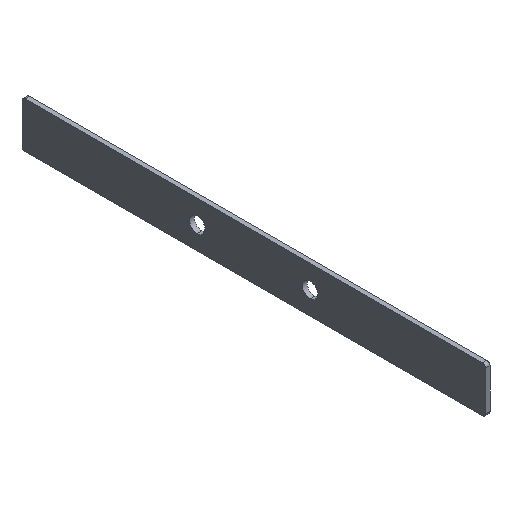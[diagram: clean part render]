
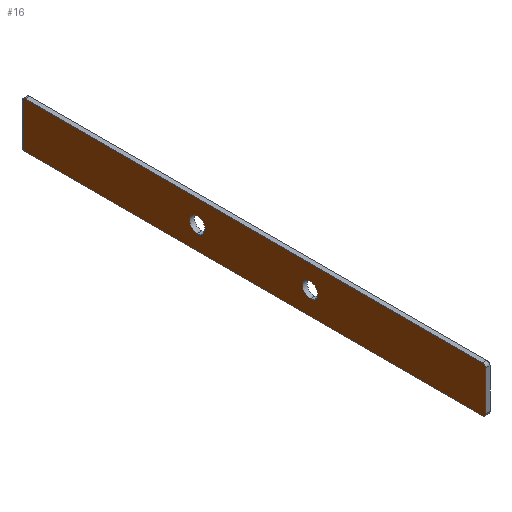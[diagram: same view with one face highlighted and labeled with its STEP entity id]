
A CAD part, isometric view. The second image highlights one B-rep face of the part: STEP entity #16.
In plain terms, the highlighted planar face has unit normal (-1, 0, 0).
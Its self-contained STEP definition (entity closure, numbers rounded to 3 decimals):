
#2 = ORIENTED_EDGE ( 'NONE', *, *, #234, .T. ) ;
#7 = ORIENTED_EDGE ( 'NONE', *, *, #231, .T. ) ;
#15 = CARTESIAN_POINT ( 'NONE',  ( 24.5, -41.5, -2.5 ) ) ;
#16 = ADVANCED_FACE ( 'NONE', ( #398, #394, #392 ), #109, .T. ) ;
#18 = EDGE_CURVE ( 'NONE', #23, #73, #374, .T. ) ;
#23 = VERTEX_POINT ( 'NONE', #385 ) ;
#27 = CARTESIAN_POINT ( 'NONE',  ( 24.5, -4.5, 2.5 ) ) ;
#34 = ORIENTED_EDGE ( 'NONE', *, *, #257, .T. ) ;
#50 = CARTESIAN_POINT ( 'NONE',  ( 24.5, -4.5, -2.5 ) ) ;
#53 = DIRECTION ( 'NONE',  ( 1., 0., 0. ) ) ;
#54 = CARTESIAN_POINT ( 'NONE',  ( 24.5, -41.5, 2.5 ) ) ;
#60 = LINE ( 'NONE', #366, #142 ) ;
#63 = EDGE_LOOP ( 'NONE', ( #240, #427 ) ) ;
#67 = DIRECTION ( 'NONE',  ( 1., 0., 0. ) ) ;
#69 = CARTESIAN_POINT ( 'NONE',  ( 24.5, -98., 6.5 ) ) ;
#73 = VERTEX_POINT ( 'NONE', #321 ) ;
#75 = CIRCLE ( 'NONE', #329, 1. ) ;
#78 = CARTESIAN_POINT ( 'NONE',  ( 24.5, 0., 7.5 ) ) ;
#79 = CARTESIAN_POINT ( 'NONE',  ( 24.5, -98., -6.5 ) ) ;
#81 = VERTEX_POINT ( 'NONE', #116 ) ;
#85 = VERTEX_POINT ( 'NONE', #189 ) ;
#86 = VERTEX_POINT ( 'NONE', #27 ) ;
#94 = DIRECTION ( 'NONE',  ( 0., -1., 0. ) ) ;
#98 = ORIENTED_EDGE ( 'NONE', *, *, #318, .T. ) ;
#99 = EDGE_LOOP ( 'NONE', ( #347, #202 ) ) ;
#100 = CARTESIAN_POINT ( 'NONE',  ( 24.5, 53., 7.5 ) ) ;
#102 = DIRECTION ( 'NONE',  ( -1., 0., 0. ) ) ;
#103 = DIRECTION ( 'NONE',  ( 0., -1., 0. ) ) ;
#104 = DIRECTION ( 'NONE',  ( 0., -1., 0. ) ) ;
#107 = CARTESIAN_POINT ( 'NONE',  ( 24.5, -4.5, 0. ) ) ;
#109 = PLANE ( 'NONE',  #426 ) ;
#116 = CARTESIAN_POINT ( 'NONE',  ( 24.5, -98., -7.5 ) ) ;
#126 = DIRECTION ( 'NONE',  ( 0., 1., 0. ) ) ;
#127 = DIRECTION ( 'NONE',  ( 1., 0., 0. ) ) ;
#136 = CARTESIAN_POINT ( 'NONE',  ( 24.5, -98., 7.5 ) ) ;
#142 = VECTOR ( 'NONE', #303, 1000. ) ;
#152 = VERTEX_POINT ( 'NONE', #422 ) ;
#158 = DIRECTION ( 'NONE',  ( 0., -1., 0. ) ) ;
#159 = DIRECTION ( 'NONE',  ( 1., 0., 0. ) ) ;
#175 = CARTESIAN_POINT ( 'NONE',  ( 24.5, -99., 6.5 ) ) ;
#181 = ORIENTED_EDGE ( 'NONE', *, *, #242, .F. ) ;
#182 = ORIENTED_EDGE ( 'NONE', *, *, #239, .T. ) ;
#189 = CARTESIAN_POINT ( 'NONE',  ( 24.5, 53., 6.5 ) ) ;
#190 = EDGE_CURVE ( 'NONE', #86, #297, #481, .T. ) ;
#196 = DIRECTION ( 'NONE',  ( 0., -1., 0. ) ) ;
#200 = CARTESIAN_POINT ( 'NONE',  ( 24.5, -99., 7.5 ) ) ;
#202 = ORIENTED_EDGE ( 'NONE', *, *, #190, .T. ) ;
#212 = CARTESIAN_POINT ( 'NONE',  ( 24.5, -41.5, 0. ) ) ;
#218 = CARTESIAN_POINT ( 'NONE',  ( 24.5, -99., -6.5 ) ) ;
#231 = EDGE_CURVE ( 'NONE', #85, #23, #363, .T. ) ;
#234 = EDGE_CURVE ( 'NONE', #152, #85, #370, .T. ) ;
#239 = EDGE_CURVE ( 'NONE', #352, #417, #75, .T. ) ;
#240 = ORIENTED_EDGE ( 'NONE', *, *, #268, .T. ) ;
#241 = CARTESIAN_POINT ( 'NONE',  ( 24.5, -4.5, 0. ) ) ;
#242 = EDGE_CURVE ( 'NONE', #81, #73, #414, .T. ) ;
#243 = CARTESIAN_POINT ( 'NONE',  ( 24.5, -49., -7.5 ) ) ;
#246 = DIRECTION ( 'NONE',  ( 0., 0., -1. ) ) ;
#247 = ORIENTED_EDGE ( 'NONE', *, *, #253, .F. ) ;
#249 = CARTESIAN_POINT ( 'NONE',  ( 24.5, 52., -6.5 ) ) ;
#253 = EDGE_CURVE ( 'NONE', #352, #411, #291, .T. ) ;
#257 = EDGE_CURVE ( 'NONE', #81, #411, #464, .T. ) ;
#259 = EDGE_LOOP ( 'NONE', ( #181, #34, #247, #182, #98, #2, #7, #371 ) ) ;
#263 = EDGE_CURVE ( 'NONE', #379, #401, #478, .T. ) ;
#266 = DIRECTION ( 'NONE',  ( 0., 0., -1. ) ) ;
#268 = EDGE_CURVE ( 'NONE', #401, #379, #499, .T. ) ;
#290 = DIRECTION ( 'NONE',  ( 0., 0., -1. ) ) ;
#291 = LINE ( 'NONE', #200, #330 ) ;
#292 = DIRECTION ( 'NONE',  ( -1., 0., 0. ) ) ;
#295 = EDGE_CURVE ( 'NONE', #297, #86, #391, .T. ) ;
#296 = AXIS2_PLACEMENT_3D ( 'NONE', #107, #127, #421 ) ;
#297 = VERTEX_POINT ( 'NONE', #50 ) ;
#298 = AXIS2_PLACEMENT_3D ( 'NONE', #212, #53, #266 ) ;
#303 = DIRECTION ( 'NONE',  ( 0., 1., 0. ) ) ;
#311 = CARTESIAN_POINT ( 'NONE',  ( 24.5, 52., 6.5 ) ) ;
#312 = DIRECTION ( 'NONE',  ( -1., 0., 0. ) ) ;
#316 = DIRECTION ( 'NONE',  ( -1., 0., 0. ) ) ;
#318 = EDGE_CURVE ( 'NONE', #417, #152, #60, .T. ) ;
#320 = AXIS2_PLACEMENT_3D ( 'NONE', #79, #316, #104 ) ;
#321 = CARTESIAN_POINT ( 'NONE',  ( 24.5, 52., -7.5 ) ) ;
#326 = AXIS2_PLACEMENT_3D ( 'NONE', #435, #159, #494 ) ;
#329 = AXIS2_PLACEMENT_3D ( 'NONE', #69, #292, #94 ) ;
#330 = VECTOR ( 'NONE', #246, 1000. ) ;
#331 = AXIS2_PLACEMENT_3D ( 'NONE', #311, #102, #196 ) ;
#341 = VECTOR ( 'NONE', #484, 1000. ) ;
#347 = ORIENTED_EDGE ( 'NONE', *, *, #295, .T. ) ;
#352 = VERTEX_POINT ( 'NONE', #175 ) ;
#353 = AXIS2_PLACEMENT_3D ( 'NONE', #241, #67, #290 ) ;
#363 = LINE ( 'NONE', #100, #341 ) ;
#366 = CARTESIAN_POINT ( 'NONE',  ( 24.5, -49., 7.5 ) ) ;
#370 = CIRCLE ( 'NONE', #331, 1. ) ;
#371 = ORIENTED_EDGE ( 'NONE', *, *, #18, .T. ) ;
#374 = CIRCLE ( 'NONE', #432, 1. ) ;
#379 = VERTEX_POINT ( 'NONE', #54 ) ;
#385 = CARTESIAN_POINT ( 'NONE',  ( 24.5, 53., -6.5 ) ) ;
#391 = CIRCLE ( 'NONE', #296, 2.5 ) ;
#392 = FACE_OUTER_BOUND ( 'NONE', #259, .T. ) ;
#394 = FACE_BOUND ( 'NONE', #63, .T. ) ;
#398 = FACE_BOUND ( 'NONE', #99, .T. ) ;
#401 = VERTEX_POINT ( 'NONE', #15 ) ;
#411 = VERTEX_POINT ( 'NONE', #218 ) ;
#414 = LINE ( 'NONE', #243, #491 ) ;
#417 = VERTEX_POINT ( 'NONE', #136 ) ;
#421 = DIRECTION ( 'NONE',  ( 0., 0., -1. ) ) ;
#422 = CARTESIAN_POINT ( 'NONE',  ( 24.5, 52., 7.5 ) ) ;
#426 = AXIS2_PLACEMENT_3D ( 'NONE', #78, #312, #103 ) ;
#427 = ORIENTED_EDGE ( 'NONE', *, *, #263, .T. ) ;
#432 = AXIS2_PLACEMENT_3D ( 'NONE', #249, #434, #158 ) ;
#434 = DIRECTION ( 'NONE',  ( -1., 0., 0. ) ) ;
#435 = CARTESIAN_POINT ( 'NONE',  ( 24.5, -41.5, 0. ) ) ;
#464 = CIRCLE ( 'NONE', #320, 1. ) ;
#478 = CIRCLE ( 'NONE', #326, 2.5 ) ;
#481 = CIRCLE ( 'NONE', #353, 2.5 ) ;
#484 = DIRECTION ( 'NONE',  ( 0., 0., -1. ) ) ;
#491 = VECTOR ( 'NONE', #126, 1000. ) ;
#494 = DIRECTION ( 'NONE',  ( 0., 0., -1. ) ) ;
#499 = CIRCLE ( 'NONE', #298, 2.5 ) ;
